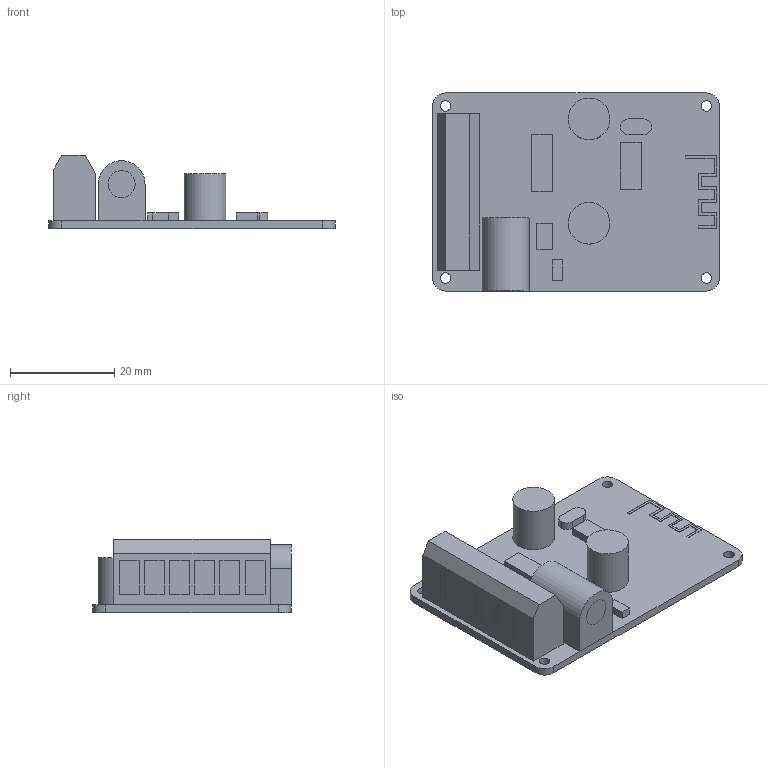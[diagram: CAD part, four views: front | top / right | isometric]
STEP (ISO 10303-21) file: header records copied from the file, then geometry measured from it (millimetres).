
FILE_DESCRIPTION(('FreeCAD Model'),'2;1');
FILE_NAME('XY-P40W.step' ,'2020-04-05T20:15:01',('Author'),(''), 'Open CASCADE STEP processor 6.8','FreeCAD','Unknown');
FILE_SCHEMA(('AUTOMOTIVE_DESIGN_CC2 { 1 2 10303 214 -1 1 5 4 }'));
Length unit declared in the file: millimetre
Products named in the file (1): XY-P40W
Bounding box: 55 x 38 x 14 mm (x, y, z)
Volume: 8358.2 mm3; surface area: 6382.8 mm2
Topology: 1 solids, 1 shells, 87 faces, 230 edges, 161 vertices
Faces by surface type: plane 74, cylinder 13
Full cylindrical faces by diameter (mm): 2 x4, 8 x2
Entity records: 6408 total; most frequent: CARTESIAN_POINT 1107, DIRECTION 865, LINE 635, VECTOR 635, ORIENTED_EDGE 460, PCURVE 460, DEFINITIONAL_REPRESENTATION 460, EDGE_CURVE 230
